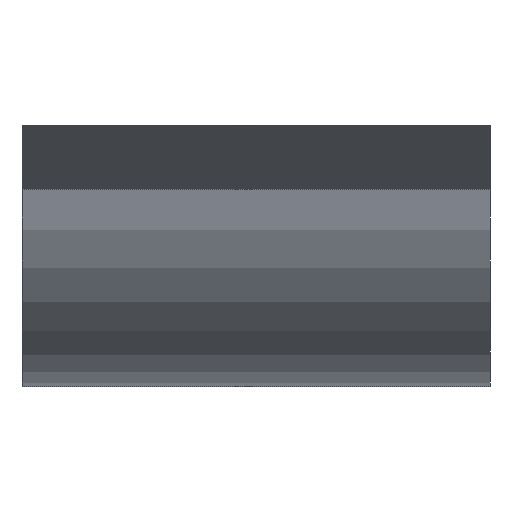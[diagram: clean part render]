
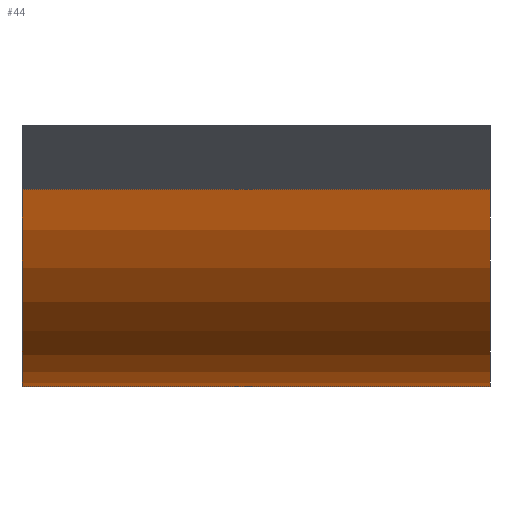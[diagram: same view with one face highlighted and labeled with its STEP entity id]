
A CAD part, front view. The second image highlights one B-rep face of the part: STEP entity #44.
In plain terms, the highlighted cylindrical face has radius 14.173 mm (diameter 28.346 mm), a partial arc.
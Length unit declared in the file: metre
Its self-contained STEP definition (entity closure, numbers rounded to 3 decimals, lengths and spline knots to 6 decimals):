
#44 = ADVANCED_FACE( '', ( #83 ), #84, .T. );
#83 = FACE_OUTER_BOUND( '', #114, .T. );
#84 = CYLINDRICAL_SURFACE( '', #115, 0.014173 );
#114 = EDGE_LOOP( '', ( #173, #174, #175, #176 ) );
#115 = AXIS2_PLACEMENT_3D( '', #177, #178, #179 );
#173 = ORIENTED_EDGE( '', *, *, #210, .T. );
#174 = ORIENTED_EDGE( '', *, *, #206, .F. );
#175 = ORIENTED_EDGE( '', *, *, #200, .F. );
#176 = ORIENTED_EDGE( '', *, *, #195, .T. );
#177 = CARTESIAN_POINT( '', ( 0.177343, 0., 0. ) );
#178 = DIRECTION( '', ( 1., 0., 0. ) );
#179 = DIRECTION( '', ( 0., 0., 1. ) );
#195 = EDGE_CURVE( '', #227, #225, #228, .T. );
#200 = EDGE_CURVE( '', #227, #234, #235, .T. );
#206 = EDGE_CURVE( '', #234, #240, #244, .T. );
#210 = EDGE_CURVE( '', #225, #240, #248, .T. );
#225 = VERTEX_POINT( '', #265 );
#227 = VERTEX_POINT( '', #268 );
#228 = LINE( '', #269, #270 );
#234 = VERTEX_POINT( '', #279 );
#235 = CIRCLE( '', #280, 0.014173 );
#240 = VERTEX_POINT( '', #287 );
#244 = LINE( '', #293, #294 );
#248 = CIRCLE( '', #300, 0.014173 );
#265 = CARTESIAN_POINT( '', ( 0.151943, -0.013741, -0.003474 ) );
#268 = CARTESIAN_POINT( '', ( 0.177343, -0.013741, -0.003474 ) );
#269 = CARTESIAN_POINT( '', ( 0.177343, -0.013741, -0.003474 ) );
#270 = VECTOR( '', #313, 1. );
#279 = CARTESIAN_POINT( '', ( 0.177343, 0.013741, -0.003474 ) );
#280 = AXIS2_PLACEMENT_3D( '', #317, #318, #319 );
#287 = CARTESIAN_POINT( '', ( 0.151943, 0.013741, -0.003474 ) );
#293 = CARTESIAN_POINT( '', ( 0.177343, 0.013741, -0.003474 ) );
#294 = VECTOR( '', #324, 1. );
#300 = AXIS2_PLACEMENT_3D( '', #327, #328, #329 );
#313 = DIRECTION( '', ( -1., 0., 0. ) );
#317 = CARTESIAN_POINT( '', ( 0.177343, 0., 0. ) );
#318 = DIRECTION( '', ( 1., 0., 0. ) );
#319 = DIRECTION( '', ( 0., 0., -1. ) );
#324 = DIRECTION( '', ( -1., 0., 0. ) );
#327 = CARTESIAN_POINT( '', ( 0.151943, 0., 0. ) );
#328 = DIRECTION( '', ( 1., 0., 0. ) );
#329 = DIRECTION( '', ( 0., 0., -1. ) );
